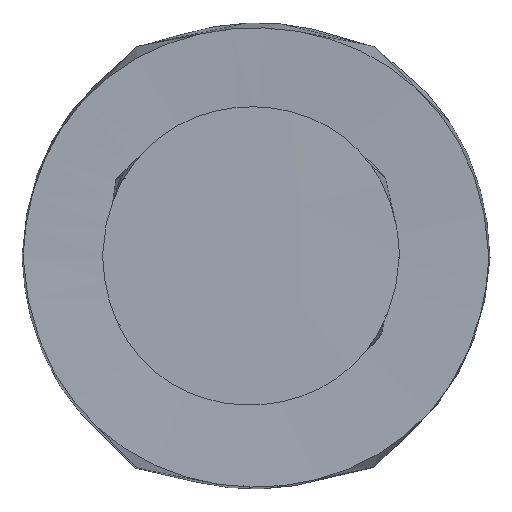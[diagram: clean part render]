
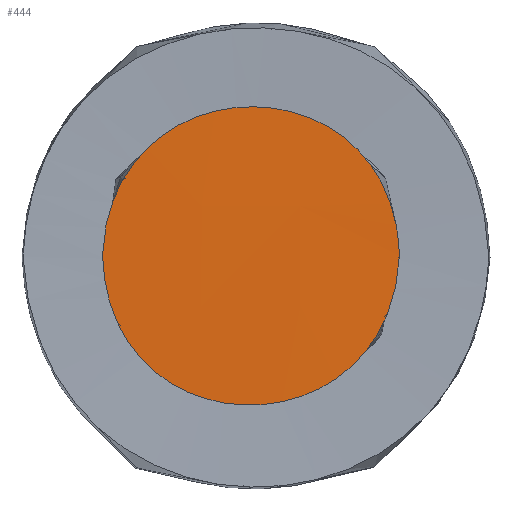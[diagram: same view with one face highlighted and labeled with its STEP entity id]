
A CAD part, top view. The second image highlights one B-rep face of the part: STEP entity #444.
In plain terms, the highlighted free-form (B-spline) face has degree [3, 3] with [4, 4] control points.
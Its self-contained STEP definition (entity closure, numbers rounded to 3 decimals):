
#282 = B_SPLINE_SURFACE_WITH_KNOTS('',3,3,(
    (#283,#284,#285,#286)
    ,(#287,#288,#289,#290)
    ,(#291,#292,#293,#294)
    ,(#295,#296,#297,#298
    )),.UNSPECIFIED.,.F.,.F.,.F.,(4,4),(4,4),(0.,1.),(0.,1.),
  .PIECEWISE_BEZIER_KNOTS.);
#283 = CARTESIAN_POINT('',(-0.257,0.042,
    -0.698));
#284 = CARTESIAN_POINT('',(-0.26,0.043,
    -0.119));
#285 = CARTESIAN_POINT('',(-0.258,0.044,
    0.454));
#286 = CARTESIAN_POINT('',(-0.262,0.056,
    1.037));
#287 = CARTESIAN_POINT('',(-0.259,-0.275,
    -0.696));
#288 = CARTESIAN_POINT('',(-0.262,-0.281,-0.122
    ));
#289 = CARTESIAN_POINT('',(-0.258,-0.271,
    0.464));
#290 = CARTESIAN_POINT('',(-0.259,-0.274,
    1.038));
#291 = CARTESIAN_POINT('',(0.245,-0.305,
    -0.696));
#292 = CARTESIAN_POINT('',(0.25,-0.292,
    -0.11));
#293 = CARTESIAN_POINT('',(0.234,-0.287,0.457
    ));
#294 = CARTESIAN_POINT('',(0.24,-0.289,1.045
    ));
#295 = CARTESIAN_POINT('',(0.247,0.036,
    -0.692));
#296 = CARTESIAN_POINT('',(0.241,0.025,
    -0.119));
#297 = CARTESIAN_POINT('',(0.241,0.038,
    0.472));
#298 = CARTESIAN_POINT('',(0.239,0.045,
    1.039));
#325 = B_SPLINE_SURFACE_WITH_KNOTS('',3,3,(
    (#326,#327,#328,#329)
    ,(#330,#331,#332,#333)
    ,(#334,#335,#336,#337)
    ,(#338,#339,#340,#341
    )),.UNSPECIFIED.,.F.,.F.,.F.,(4,4),(4,4),(0.,1.),(0.,1.),
  .PIECEWISE_BEZIER_KNOTS.);
#326 = CARTESIAN_POINT('',(0.242,-0.034,
    -0.665));
#327 = CARTESIAN_POINT('',(0.242,-0.023,
    -0.086));
#328 = CARTESIAN_POINT('',(0.257,-0.022,
    0.485));
#329 = CARTESIAN_POINT('',(0.248,-0.024,
    1.058));
#330 = CARTESIAN_POINT('',(0.24,0.287,-0.661
    ));
#331 = CARTESIAN_POINT('',(0.24,0.28,
    -0.097));
#332 = CARTESIAN_POINT('',(0.233,0.287,0.491)
  );
#333 = CARTESIAN_POINT('',(0.247,0.297,1.056)
  );
#334 = CARTESIAN_POINT('',(-0.259,0.292,
    -0.659));
#335 = CARTESIAN_POINT('',(-0.256,0.287,
    -0.077));
#336 = CARTESIAN_POINT('',(-0.248,0.296,0.475));
#337 = CARTESIAN_POINT('',(-0.253,0.306,1.065)
  );
#338 = CARTESIAN_POINT('',(-0.265,-0.03,
    -0.659));
#339 = CARTESIAN_POINT('',(-0.264,-0.016,
    -0.089));
#340 = CARTESIAN_POINT('',(-0.247,-0.02,
    0.494));
#341 = CARTESIAN_POINT('',(-0.25,-0.026,
    1.058));
#356 = VERTEX_POINT('',#357);
#357 = CARTESIAN_POINT('',(0.223,0.,
    0.997));
#378 = VERTEX_POINT('',#379);
#379 = CARTESIAN_POINT('',(-0.235,0.,
    0.999));
#402 = EDGE_CURVE('',#356,#378,#403,.T.);
#403 = SURFACE_CURVE('',#404,(#409,#418),.PCURVE_S1.);
#404 = B_SPLINE_CURVE_WITH_KNOTS('',3,(#405,#406,#407,#408),
  .UNSPECIFIED.,.F.,.F.,(4,4),(0.,1.),.PIECEWISE_BEZIER_KNOTS.);
#405 = CARTESIAN_POINT('',(0.223,0.,
    0.997));
#406 = CARTESIAN_POINT('',(0.211,-0.306,1.001
    ));
#407 = CARTESIAN_POINT('',(-0.225,-0.309,
    0.998));
#408 = CARTESIAN_POINT('',(-0.235,0.,
    0.999));
#409 = PCURVE('',#282,#410);
#410 = DEFINITIONAL_REPRESENTATION('',(#411),#417);
#411 = B_SPLINE_CURVE_WITH_KNOTS('',4,(#412,#413,#414,#415,#416),
  .UNSPECIFIED.,.F.,.F.,(5,5),(0.,1.),.PIECEWISE_BEZIER_KNOTS.);
#412 = CARTESIAN_POINT('',(0.951,0.975));
#413 = CARTESIAN_POINT('',(0.698,0.975));
#414 = CARTESIAN_POINT('',(0.493,0.976));
#415 = CARTESIAN_POINT('',(0.327,0.977));
#416 = CARTESIAN_POINT('',(0.065,0.978));
#417 = ( GEOMETRIC_REPRESENTATION_CONTEXT(2) 
PARAMETRIC_REPRESENTATION_CONTEXT() REPRESENTATION_CONTEXT('2D SPACE',''
  ) );
#418 = PCURVE('',#419,#436);
#419 = B_SPLINE_SURFACE_WITH_KNOTS('',3,3,(
    (#420,#421,#422,#423)
    ,(#424,#425,#426,#427)
    ,(#428,#429,#430,#431)
    ,(#432,#433,#434,#435
    )),.UNSPECIFIED.,.F.,.F.,.F.,(4,4),(4,4),(0.,1.),(0.,1.),
  .PIECEWISE_BEZIER_KNOTS.);
#420 = CARTESIAN_POINT('',(-0.239,-0.243,
    0.999));
#421 = CARTESIAN_POINT('',(-0.24,-0.08,
    1.));
#422 = CARTESIAN_POINT('',(-0.24,0.078,
    0.999));
#423 = CARTESIAN_POINT('',(-0.239,0.24,0.999
    ));
#424 = CARTESIAN_POINT('',(-0.081,-0.242,
    0.997));
#425 = CARTESIAN_POINT('',(-0.079,-0.084,
    1.001));
#426 = CARTESIAN_POINT('',(-0.078,0.081,
    0.998));
#427 = CARTESIAN_POINT('',(-0.08,0.24,
    0.999));
#428 = CARTESIAN_POINT('',(0.082,-0.242,
    0.999));
#429 = CARTESIAN_POINT('',(0.081,-0.082,
    0.999));
#430 = CARTESIAN_POINT('',(0.082,0.078,
    1.001));
#431 = CARTESIAN_POINT('',(0.082,0.241,
    0.998));
#432 = CARTESIAN_POINT('',(0.243,-0.244,0.996)
  );
#433 = CARTESIAN_POINT('',(0.243,-0.081,
    0.999));
#434 = CARTESIAN_POINT('',(0.242,0.079,
    0.998));
#435 = CARTESIAN_POINT('',(0.242,0.24,0.997)
  );
#436 = DEFINITIONAL_REPRESENTATION('',(#437),#443);
#437 = B_SPLINE_CURVE_WITH_KNOTS('',4,(#438,#439,#440,#441,#442),
  .UNSPECIFIED.,.F.,.F.,(5,5),(0.,1.),.PIECEWISE_BEZIER_KNOTS.);
#438 = CARTESIAN_POINT('',(0.96,0.502));
#439 = CARTESIAN_POINT('',(0.94,0.027));
#440 = CARTESIAN_POINT('',(0.485,-0.135));
#441 = CARTESIAN_POINT('',(0.026,0.02));
#442 = CARTESIAN_POINT('',(0.01,0.502));
#443 = ( GEOMETRIC_REPRESENTATION_CONTEXT(2) 
PARAMETRIC_REPRESENTATION_CONTEXT() REPRESENTATION_CONTEXT('2D SPACE',''
  ) );
#444 = ADVANCED_FACE('',(#445),#419,.T.);
#445 = FACE_BOUND('',#446,.F.);
#446 = EDGE_LOOP('',(#447,#448));
#447 = ORIENTED_EDGE('',*,*,#402,.T.);
#448 = ORIENTED_EDGE('',*,*,#449,.T.);
#449 = EDGE_CURVE('',#378,#356,#450,.T.);
#450 = SURFACE_CURVE('',#451,(#456,#465),.PCURVE_S1.);
#451 = B_SPLINE_CURVE_WITH_KNOTS('',3,(#452,#453,#454,#455),
  .UNSPECIFIED.,.F.,.F.,(4,4),(0.,1.),.PIECEWISE_BEZIER_KNOTS.);
#452 = CARTESIAN_POINT('',(-0.235,0.,
    0.999));
#453 = CARTESIAN_POINT('',(-0.223,0.305,0.998
    ));
#454 = CARTESIAN_POINT('',(0.215,0.307,0.999)
  );
#455 = CARTESIAN_POINT('',(0.223,0.,
    0.997));
#456 = PCURVE('',#419,#457);
#457 = DEFINITIONAL_REPRESENTATION('',(#458),#464);
#458 = B_SPLINE_CURVE_WITH_KNOTS('',4,(#459,#460,#461,#462,#463),
  .UNSPECIFIED.,.F.,.F.,(5,5),(0.,1.),.PIECEWISE_BEZIER_KNOTS.);
#459 = CARTESIAN_POINT('',(0.01,0.502));
#460 = CARTESIAN_POINT('',(0.028,0.978));
#461 = CARTESIAN_POINT('',(0.488,1.135));
#462 = CARTESIAN_POINT('',(0.948,0.98));
#463 = CARTESIAN_POINT('',(0.96,0.502));
#464 = ( GEOMETRIC_REPRESENTATION_CONTEXT(2) 
PARAMETRIC_REPRESENTATION_CONTEXT() REPRESENTATION_CONTEXT('2D SPACE',''
  ) );
#465 = PCURVE('',#325,#466);
#466 = DEFINITIONAL_REPRESENTATION('',(#467),#474);
#467 = B_SPLINE_CURVE_WITH_KNOTS('',5,(#468,#469,#470,#471,#472,#473),
  .UNSPECIFIED.,.F.,.F.,(6,6),(0.,1.),.PIECEWISE_BEZIER_KNOTS.);
#468 = CARTESIAN_POINT('',(0.973,0.965));
#469 = CARTESIAN_POINT('',(0.777,0.963));
#470 = CARTESIAN_POINT('',(0.533,0.964));
#471 = CARTESIAN_POINT('',(0.475,0.965));
#472 = CARTESIAN_POINT('',(0.231,0.966));
#473 = CARTESIAN_POINT('',(0.028,0.965));
#474 = ( GEOMETRIC_REPRESENTATION_CONTEXT(2) 
PARAMETRIC_REPRESENTATION_CONTEXT() REPRESENTATION_CONTEXT('2D SPACE',''
  ) );
